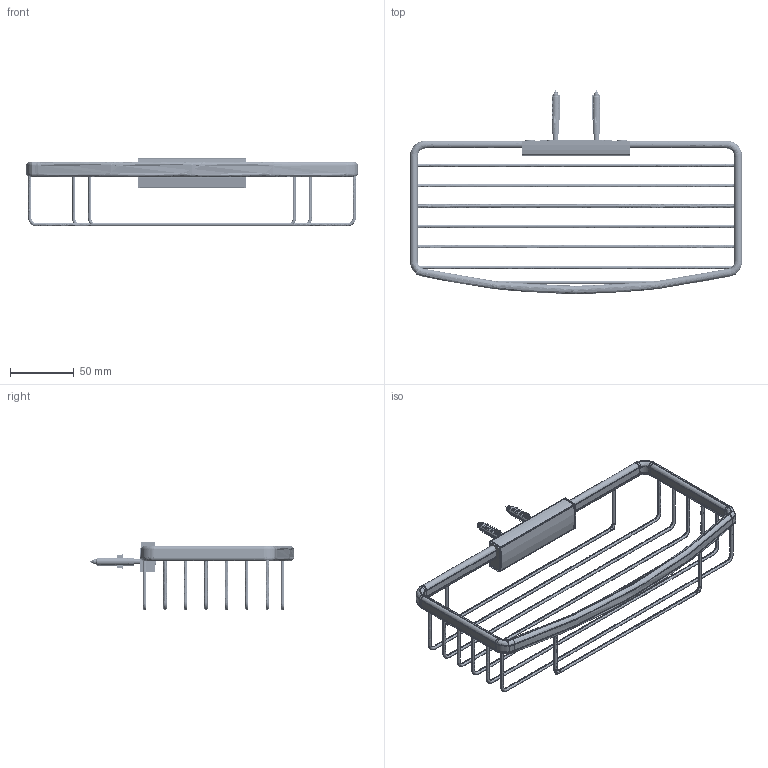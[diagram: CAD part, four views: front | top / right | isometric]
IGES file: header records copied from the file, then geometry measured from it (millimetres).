
Start section:  PTC IGES file: 0028101.igs
Global section: file name: 0028101.igs; native system: Pro/ENGINEER by Parametric Technology Corporation; preprocessor: 2008230; author: Administrator; organization: Unknown; date: 20140606.164316; units: millimetre
Bounding box: 260 x 159.8 x 53.38 mm (x, y, z)
Volume: 83398.1 mm3; surface area: 284243.2 mm2
Topology: 10 solids, 14 shells, 1826 faces, 9447 edges, 12006 vertices
Faces by surface type: revolution 978, bspline 824, extrusion 24
